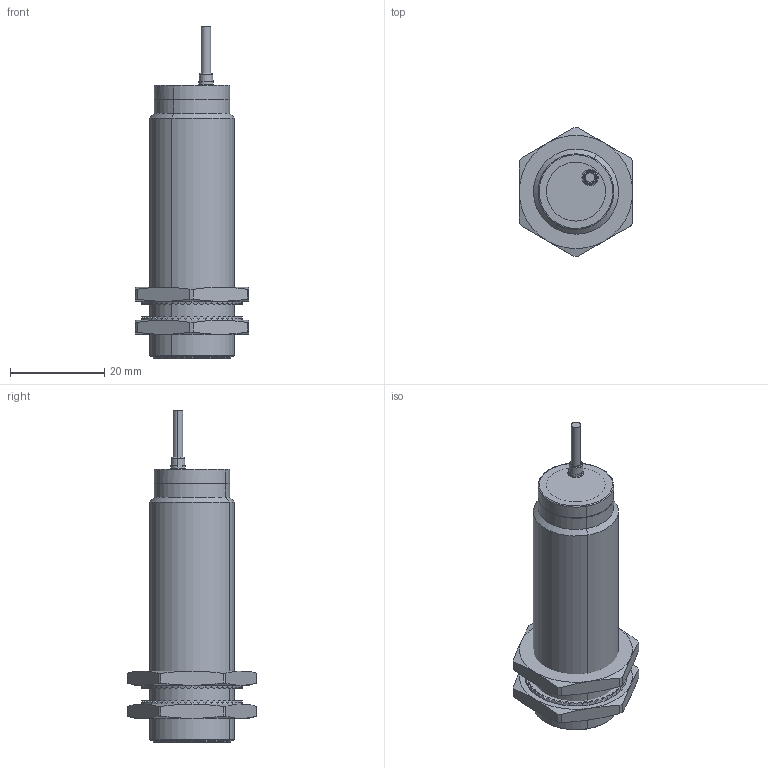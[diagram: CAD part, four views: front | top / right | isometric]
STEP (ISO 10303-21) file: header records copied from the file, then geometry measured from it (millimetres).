
FILE_DESCRIPTION(('STEP AP242'),'1');
FILE_NAME('xs1m18ma250.stp','2021-05-13T08:50:05',('TraceParts'),('TraceParts S.A.'),'Spatial InterOp 3D',' ',' ');
FILE_SCHEMA(('AP242_MANAGED_MODEL_BASED_3D_ENGINEERING_MIM_LF {1 0 10303 442 1 1 4}'));
Length unit declared in the file: millimetre
Products named in the file (1): xs1m18ma250_1
Bounding box: 24 x 27.41 x 70.3 mm (x, y, z)
Volume: 7389.1 mm3; surface area: 9254.9 mm2
Topology: 4 solids, 4 shells, 426 faces, 1173 edges, 766 vertices
Faces by surface type: plane 333, cone 55, cylinder 26, torus 12
Entity records: 14384 total; most frequent: CARTESIAN_POINT 4101, ORIENTED_EDGE 2346, DIRECTION 1915, EDGE_CURVE 1173, AXIS2_PLACEMENT_3D 770, VERTEX_POINT 766, B_SPLINE_CURVE_WITH_KNOTS 458, EDGE_LOOP 441
